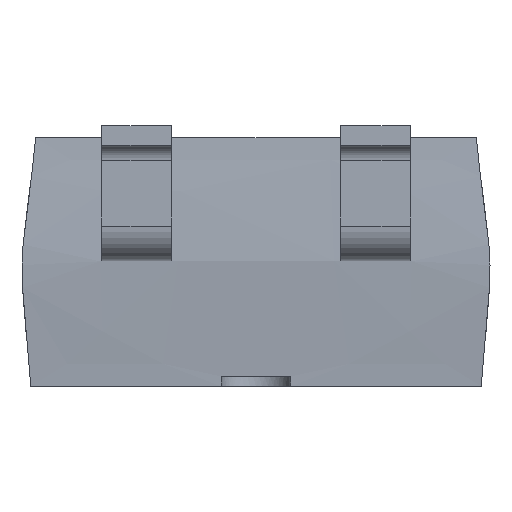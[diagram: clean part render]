
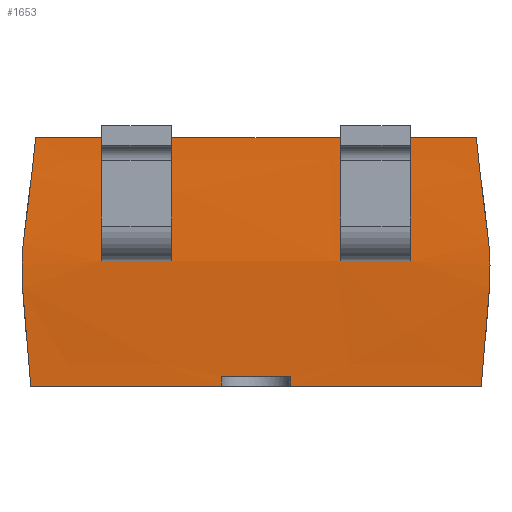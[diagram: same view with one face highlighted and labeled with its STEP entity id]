
A CAD part, front view. The second image highlights one B-rep face of the part: STEP entity #1653.
In plain terms, the highlighted free-form (B-spline) face has degree [3, 3] with [4, 6] control points.
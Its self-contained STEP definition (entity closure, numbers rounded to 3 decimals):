
#27=B_SPLINE_SURFACE_WITH_KNOTS('',3,3,((#2678,#2679,#2680,#2681,#2682,
#2683),(#2684,#2685,#2686,#2687,#2688,#2689),(#2690,#2691,#2692,#2693,#2694,
#2695),(#2696,#2697,#2698,#2699,#2700,#2701)),.UNSPECIFIED.,.F.,.F.,.F.,
(4,4),(4,2,4),(0.,1.),(0.,0.497,1.),.UNSPECIFIED.);
#31=B_SPLINE_CURVE_WITH_KNOTS('',3,(#2656,#2657,#2658,#2659,#2660,#2661,
#2662,#2663,#2664,#2665),.UNSPECIFIED.,.F.,.F.,(4,3,3,4),(-0.009,
-0.006,-0.003,0.),.UNSPECIFIED.);
#32=B_SPLINE_CURVE_WITH_KNOTS('',3,(#2668,#2669,#2670,#2671,#2672,#2673,
#2674,#2675,#2676,#2677),.UNSPECIFIED.,.F.,.F.,(4,3,3,4),(-0.009,
-0.005,-0.002,0.),.UNSPECIFIED.);
#33=B_SPLINE_CURVE_WITH_KNOTS('',3,(#2705,#2706,#2707,#2708,#2709,#2710),
 .UNSPECIFIED.,.F.,.F.,(4,2,4),(0.,0.497,1.),.UNSPECIFIED.);
#34=B_SPLINE_CURVE_WITH_KNOTS('',3,(#2714,#2715,#2716,#2717,#2718,#2719),
 .UNSPECIFIED.,.F.,.F.,(4,2,4),(0.,0.497,1.),.UNSPECIFIED.);
#177=FACE_OUTER_BOUND('',#269,.T.);
#269=EDGE_LOOP('',(#1354,#1355,#1356,#1357,#1358,#1359,#1360,#1361));
#415=LINE('',#2652,#600);
#416=LINE('',#2703,#601);
#417=LINE('',#2712,#602);
#418=LINE('',#2720,#603);
#600=VECTOR('',#2185,10.);
#601=VECTOR('',#2192,10.);
#602=VECTOR('',#2193,10.);
#603=VECTOR('',#2194,10.);
#769=VERTEX_POINT('',#2650);
#770=VERTEX_POINT('',#2651);
#771=VERTEX_POINT('',#2655);
#772=VERTEX_POINT('',#2666);
#773=VERTEX_POINT('',#2702);
#774=VERTEX_POINT('',#2704);
#775=VERTEX_POINT('',#2711);
#776=VERTEX_POINT('',#2713);
#971=EDGE_CURVE('',#769,#770,#415,.T.);
#973=EDGE_CURVE('',#771,#769,#31,.T.);
#975=EDGE_CURVE('',#770,#772,#32,.T.);
#976=EDGE_CURVE('',#772,#773,#416,.T.);
#977=EDGE_CURVE('',#774,#773,#33,.T.);
#978=EDGE_CURVE('',#775,#774,#417,.T.);
#979=EDGE_CURVE('',#775,#776,#34,.T.);
#980=EDGE_CURVE('',#776,#771,#418,.T.);
#1354=ORIENTED_EDGE('',*,*,#973,.T.);
#1355=ORIENTED_EDGE('',*,*,#971,.T.);
#1356=ORIENTED_EDGE('',*,*,#975,.T.);
#1357=ORIENTED_EDGE('',*,*,#976,.T.);
#1358=ORIENTED_EDGE('',*,*,#977,.F.);
#1359=ORIENTED_EDGE('',*,*,#978,.F.);
#1360=ORIENTED_EDGE('',*,*,#979,.T.);
#1361=ORIENTED_EDGE('',*,*,#980,.T.);
#1653=ADVANCED_FACE('',(#177),#27,.F.);
#2185=DIRECTION('',(1.,0.,0.));
#2192=DIRECTION('',(1.,0.,0.));
#2193=DIRECTION('',(1.,0.,0.));
#2194=DIRECTION('',(1.,0.,0.));
#2650=CARTESIAN_POINT('',(2.,-3.716,-1.16));
#2651=CARTESIAN_POINT('',(2.7,-3.716,-1.16));
#2652=CARTESIAN_POINT('',(2.,-3.716,-1.16));
#2655=CARTESIAN_POINT('',(2.,-3.712,-1.26));
#2656=CARTESIAN_POINT('Ctrl Pts',(2.,-3.712,-1.26));
#2657=CARTESIAN_POINT('Ctrl Pts',(2.,-3.712,-1.25));
#2658=CARTESIAN_POINT('Ctrl Pts',(2.,-3.712,-1.239));
#2659=CARTESIAN_POINT('Ctrl Pts',(2.,-3.713,-1.229));
#2660=CARTESIAN_POINT('Ctrl Pts',(2.,-3.713,-1.215));
#2661=CARTESIAN_POINT('Ctrl Pts',(2.,-3.714,-1.201));
#2662=CARTESIAN_POINT('Ctrl Pts',(2.,-3.714,-1.188));
#2663=CARTESIAN_POINT('Ctrl Pts',(2.,-3.715,-1.178));
#2664=CARTESIAN_POINT('Ctrl Pts',(2.,-3.715,-1.169));
#2665=CARTESIAN_POINT('Ctrl Pts',(2.,-3.716,-1.16));
#2666=CARTESIAN_POINT('',(2.7,-3.712,-1.26));
#2668=CARTESIAN_POINT('Ctrl Pts',(2.7,-3.716,-1.16));
#2669=CARTESIAN_POINT('Ctrl Pts',(2.7,-3.715,-1.175));
#2670=CARTESIAN_POINT('Ctrl Pts',(2.7,-3.714,-1.192));
#2671=CARTESIAN_POINT('Ctrl Pts',(2.7,-3.713,-1.21));
#2672=CARTESIAN_POINT('Ctrl Pts',(2.7,-3.713,-1.221));
#2673=CARTESIAN_POINT('Ctrl Pts',(2.7,-3.712,-1.232));
#2674=CARTESIAN_POINT('Ctrl Pts',(2.7,-3.712,-1.242));
#2675=CARTESIAN_POINT('Ctrl Pts',(2.7,-3.712,-1.248));
#2676=CARTESIAN_POINT('Ctrl Pts',(2.7,-3.712,-1.254));
#2677=CARTESIAN_POINT('Ctrl Pts',(2.7,-3.712,-1.26));
#2678=CARTESIAN_POINT('Ctrl Pts',(0.136,-3.713,1.24));
#2679=CARTESIAN_POINT('Ctrl Pts',(0.136,-3.713,1.035));
#2680=CARTESIAN_POINT('Ctrl Pts',(0.013,-3.8,
0.414));
#2681=CARTESIAN_POINT('Ctrl Pts',(-0.013,-3.8,
-0.419));
#2682=CARTESIAN_POINT('Ctrl Pts',(0.088,-3.712,
-1.049));
#2683=CARTESIAN_POINT('Ctrl Pts',(0.088,-3.712,
-1.26));
#2684=CARTESIAN_POINT('Ctrl Pts',(1.612,-3.713,1.24));
#2685=CARTESIAN_POINT('Ctrl Pts',(1.612,-3.713,1.035));
#2686=CARTESIAN_POINT('Ctrl Pts',(1.571,-3.8,0.414));
#2687=CARTESIAN_POINT('Ctrl Pts',(1.562,-3.8,-0.419));
#2688=CARTESIAN_POINT('Ctrl Pts',(1.596,-3.712,-1.049));
#2689=CARTESIAN_POINT('Ctrl Pts',(1.596,-3.712,-1.26));
#2690=CARTESIAN_POINT('Ctrl Pts',(3.088,-3.713,1.24));
#2691=CARTESIAN_POINT('Ctrl Pts',(3.088,-3.713,1.035));
#2692=CARTESIAN_POINT('Ctrl Pts',(3.129,-3.8,0.414));
#2693=CARTESIAN_POINT('Ctrl Pts',(3.138,-3.8,-0.419));
#2694=CARTESIAN_POINT('Ctrl Pts',(3.104,-3.712,-1.049));
#2695=CARTESIAN_POINT('Ctrl Pts',(3.104,-3.712,-1.26));
#2696=CARTESIAN_POINT('Ctrl Pts',(4.564,-3.713,1.24));
#2697=CARTESIAN_POINT('Ctrl Pts',(4.564,-3.713,1.035));
#2698=CARTESIAN_POINT('Ctrl Pts',(4.687,-3.8,0.414));
#2699=CARTESIAN_POINT('Ctrl Pts',(4.713,-3.8,-0.419));
#2700=CARTESIAN_POINT('Ctrl Pts',(4.612,-3.712,-1.049));
#2701=CARTESIAN_POINT('Ctrl Pts',(4.612,-3.712,-1.26));
#2702=CARTESIAN_POINT('',(4.612,-3.712,-1.26));
#2703=CARTESIAN_POINT('',(0.088,-3.712,-1.26));
#2704=CARTESIAN_POINT('',(4.564,-3.713,1.24));
#2705=CARTESIAN_POINT('Ctrl Pts',(4.564,-3.713,1.24));
#2706=CARTESIAN_POINT('Ctrl Pts',(4.564,-3.713,1.035));
#2707=CARTESIAN_POINT('Ctrl Pts',(4.687,-3.8,0.414));
#2708=CARTESIAN_POINT('Ctrl Pts',(4.713,-3.8,-0.419));
#2709=CARTESIAN_POINT('Ctrl Pts',(4.612,-3.712,-1.049));
#2710=CARTESIAN_POINT('Ctrl Pts',(4.612,-3.712,-1.26));
#2711=CARTESIAN_POINT('',(0.136,-3.713,1.24));
#2712=CARTESIAN_POINT('',(0.136,-3.713,1.24));
#2713=CARTESIAN_POINT('',(0.088,-3.712,-1.26));
#2714=CARTESIAN_POINT('Ctrl Pts',(0.136,-3.713,1.24));
#2715=CARTESIAN_POINT('Ctrl Pts',(0.136,-3.713,1.035));
#2716=CARTESIAN_POINT('Ctrl Pts',(0.013,-3.8,
0.414));
#2717=CARTESIAN_POINT('Ctrl Pts',(-0.013,-3.8,
-0.419));
#2718=CARTESIAN_POINT('Ctrl Pts',(0.088,-3.712,
-1.049));
#2719=CARTESIAN_POINT('Ctrl Pts',(0.088,-3.712,
-1.26));
#2720=CARTESIAN_POINT('',(0.088,-3.712,-1.26));
